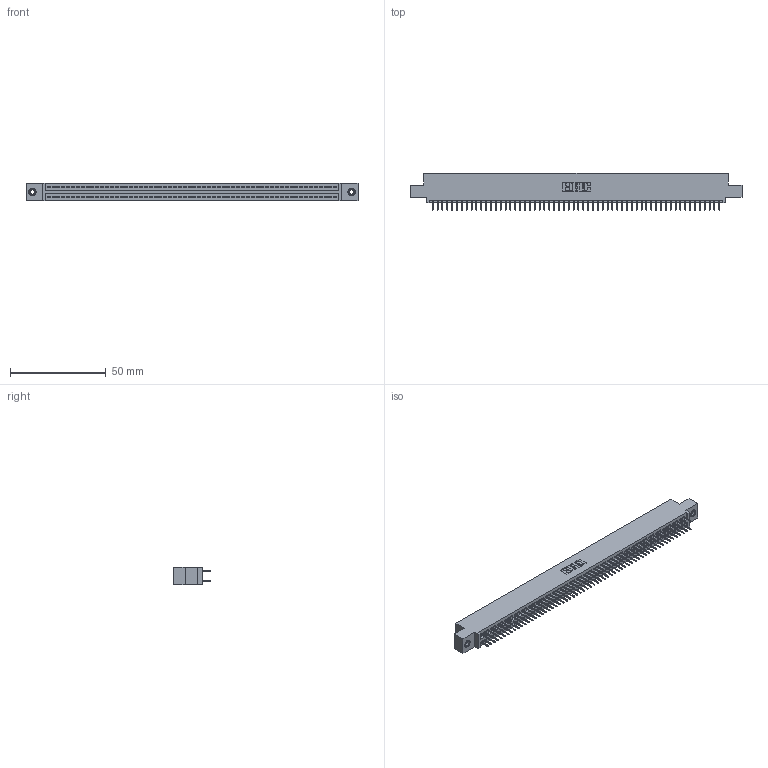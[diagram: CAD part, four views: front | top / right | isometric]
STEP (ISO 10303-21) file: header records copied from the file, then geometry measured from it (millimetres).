
FILE_DESCRIPTION (( 'STEP AP203' ), '1' );
FILE_NAME ('845-120-524-508.STEP', '2018-11-21T02:47:37', ( '' ), ( '' ), 'SwSTEP 2.0', 'SolidWorks 2016', '' );
FILE_SCHEMA (( 'CONFIG_CONTROL_DESIGN' ));
Length unit declared in the file: inch
Products named in the file (4): 345-292-001_345-293-124; 345-250-001_345-250-003-102; 845-120-524-508; 845 Part_0.110 Offset - 0.156 Dia-TI
Assembly tree (123 placements, depth 2):
  845-120-524-508
    845 Part_0.110 Offset - 0.156 Dia-TI
    345-292-001_345-293-124  x120
    345-250-001_345-250-003-102  x2
Bounding box: 173.61 x 19.35 x 9.4 mm (x, y, z)
Volume: 16770.2 mm3; surface area: 24764.6 mm2
Topology: 123 solids, 123 shells, 6670 faces, 18849 edges, 12078 vertices
Faces by surface type: plane 4796, cylinder 1858, cone 12, torus 4
Entity records: 46046 total; most frequent: CARTESIAN_POINT 7683, ORIENTED_EDGE 7610, DIRECTION 6779, EDGE_CURVE 3805, VECTOR 3417, LINE 3417, VERTEX_POINT 2528, AXIS2_PLACEMENT_3D 1681
